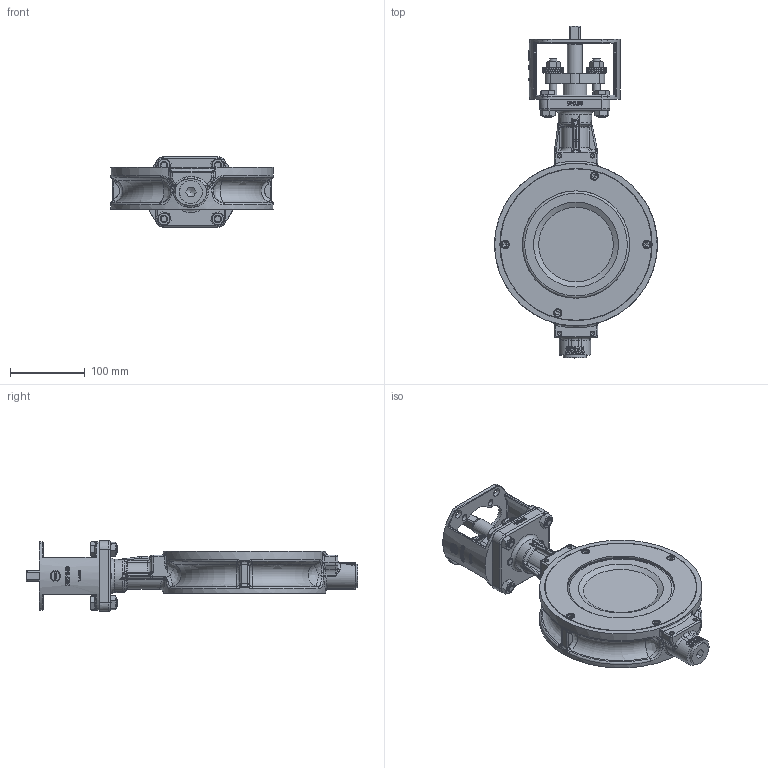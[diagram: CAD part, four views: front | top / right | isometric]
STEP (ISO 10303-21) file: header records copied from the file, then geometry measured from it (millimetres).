
FILE_DESCRIPTION(/* description */ (''),/* implementation_level */ '2;1');
FILE_NAME(/* name */ 'HP111 DN150 PN10-40,ASME.stp',/* time_stamp */ '2016-10-24T13:49:47+02:00',/* author */ ('Hellwig'),/* organization */ (''),/* preprocessor_version */ 'ST-DEVELOPER v15.6',/* originating_system */ 'Autodesk Inventor 2015',/* authorisation */ '');
FILE_SCHEMA (('AUTOMOTIVE_DESIGN { 1 0 10303 214 3 1 1 }'));
Products named in the file (1): M39872
Bounding box: 217.99 x 445 x 94.14 mm (x, y, z)
Volume: 1667876.6 mm3; surface area: 402199.1 mm2
Topology: 13 solids, 28 shells, 2027 faces, 5043 edges, 3143 vertices
Faces by surface type: plane 715, bspline 588, cylinder 426, cone 153, torus 139, sphere 6
Full cylindrical faces by diameter (mm): 4.917 x8, 6 x4, 6.6 x4, 9 x10, 9.188 x4, 9.2 x2, 10 x16, 10.2 x12, 11 x14, 15.4 x4, 20 x2, 20.05 x4, 20.1 x1, 20.2 x4, 22.1 x1, 23.2 x3, 23.25 x2, 24 x1, 24.376 x1, 26 x1, 28 x12, 28.2 x2, 31 x1, 31.2 x1, 31.8 x1, 31.9 x1, 32 x2, 45 x1, 144 x1, 144.5 x1
Entity records: 104472 total; most frequent: CARTESIAN_POINT 59574, ORIENTED_EDGE 9286, DIRECTION 7463, EDGE_CURVE 4631, VERTEX_POINT 3059, AXIS2_PLACEMENT_3D 2877, EDGE_LOOP 2504, FACE_OUTER_BOUND 2026
